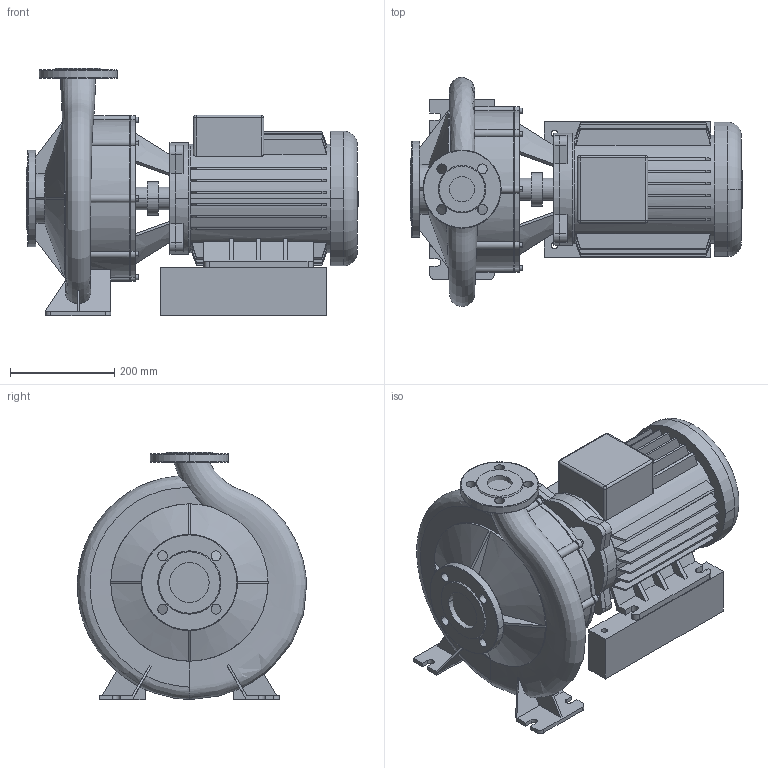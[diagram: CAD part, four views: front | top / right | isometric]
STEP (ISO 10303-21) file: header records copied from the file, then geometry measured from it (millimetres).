
FILE_DESCRIPTION((''),'2;1');
FILE_NAME('3d_BM40_335-9_4-2096585.stp','2011-01-26T14:44:50',(''),(''),'Mechanical Desktop 2008','Mechanical Desktop 2008',', , ');
FILE_SCHEMA(('CONFIG_CONTROL_DESIGN'));
Length unit declared in the file: millimetre
Products named in the file (1): Product
Bounding box: 637.5 x 440.26 x 475 mm (x, y, z)
Volume: 34031671 mm3; surface area: 1892993.4 mm2
Topology: 12 solids, 12 shells, 675 faces, 1755 edges, 1140 vertices
Faces by surface type: plane 316, bspline 196, cylinder 113, cone 44, sphere 4, torus 2
Entity records: 29571 total; most frequent: CARTESIAN_POINT 13747, ORIENTED_EDGE 3502, DIRECTION 2922, EDGE_CURVE 1751, VERTEX_POINT 1140, VECTOR 1032, LINE 1032, AXIS2_PLACEMENT_3D 945
